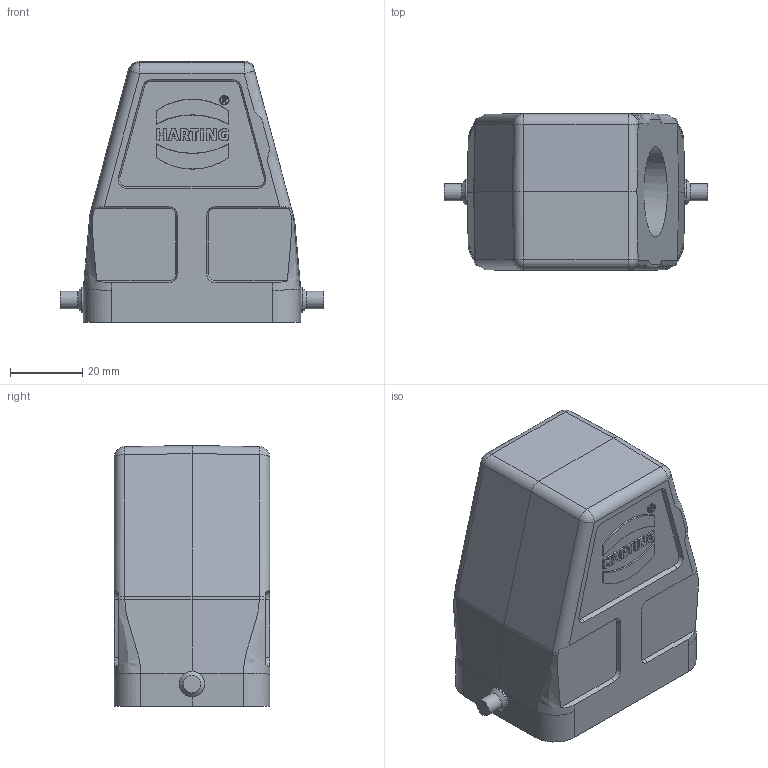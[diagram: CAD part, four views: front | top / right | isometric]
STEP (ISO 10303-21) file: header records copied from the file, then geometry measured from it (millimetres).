
FILE_DESCRIPTION(/* description */ (''),/* implementation_level */ '2;1');
FILE_NAME(/* name */ '100094883ugm000_f.stp',/* time_stamp */ '2019-11-08T07:11:48+01:00',/* author */ (''),/* organization */ (''),/* preprocessor_version */ 'ST-DEVELOPER v16.7',/* originating_system */ 'SIEMENS PLM Software NX 12.0',/* authorisation */ '');
FILE_SCHEMA (('AUTOMOTIVE_DESIGN { 1 0 10303 214 3 1 1 1 }'));
Length unit declared in the file: millimetre
Products named in the file (1): 100094883ugm000_f
Bounding box: 72.6 x 43 x 72 mm (x, y, z)
Volume: 42970.7 mm3; surface area: 27718 mm2
Topology: 1 solids, 1 shells, 244 faces, 639 edges, 418 vertices
Faces by surface type: plane 159, cone 36, cylinder 31, bspline 12, sphere 4, torus 2
Full cylindrical faces by diameter (mm): 3 x4, 4 x2, 4.8 x2, 7 x2, 25 x1
Entity records: 9534 total; most frequent: CARTESIAN_POINT 1958, ORIENTED_EDGE 1216, DIRECTION 1152, EDGE_CURVE 608, LINE 410, VECTOR 410, VERTEX_POINT 410, AXIS2_PLACEMENT_3D 371
